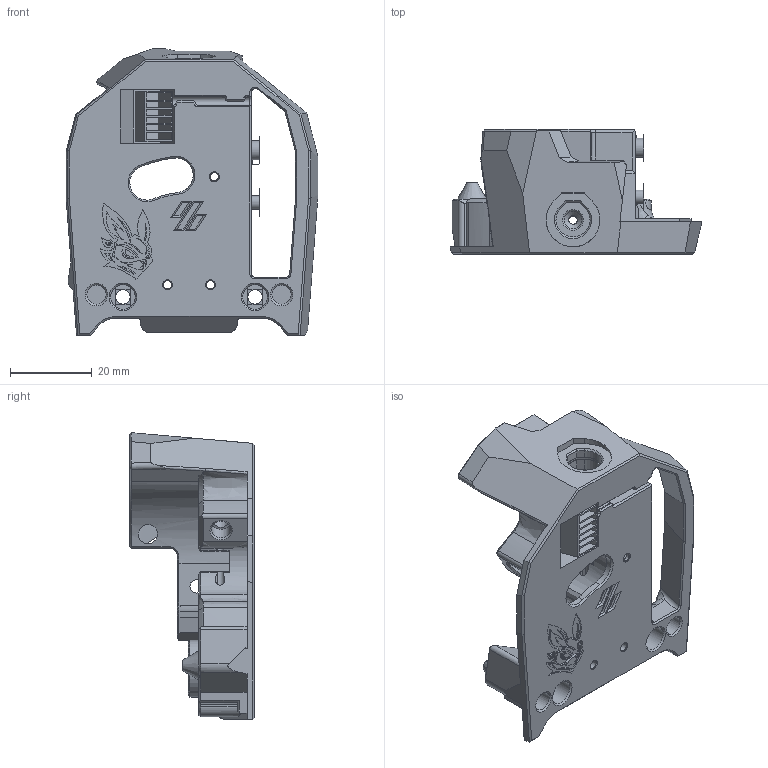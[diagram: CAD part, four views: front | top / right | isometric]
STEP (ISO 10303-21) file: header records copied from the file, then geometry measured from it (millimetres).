
FILE_DESCRIPTION(/* description */ (''),/* implementation_level */ '2;1');
FILE_NAME(/* name */ '',/* time_stamp */ '2025-06-23T10:36:22+03:00',/* author */ (''),/* organization */ (''),/* preprocessor_version */ 'ST-DEVELOPER v20.1',/* originating_system */ 'Autodesk Translation Framework v14.10.0.0',/* authorisation */ '');
FILE_SCHEMA (('AUTOMOTIVE_DESIGN { 1 0 10303 214 3 1 1 }'));
Products named in the file (1): front_body_ECAS_coupler_front_body_ECAS_coupler
Bounding box: 61.78 x 30.6 x 70.3 mm (x, y, z)
Volume: 32640.7 mm3; surface area: 17502.3 mm2
Topology: 2 solids, 2 shells, 2085 faces, 5951 edges, 3918 vertices
Faces by surface type: plane 1619, bspline 297, cylinder 96, cone 63, torus 5, sphere 5
Full cylindrical faces by diameter (mm): 1.8 x2, 2 x3, 2.9 x1, 3.3 x1, 3.5 x3, 3.6 x1, 4.3 x1, 4.7 x9, 5 x1, 6 x3, 14 x1
Entity records: 70432 total; most frequent: CARTESIAN_POINT 17824, ORIENTED_EDGE 11892, DIRECTION 9236, EDGE_CURVE 5946, LINE 4992, VECTOR 4992, VERTEX_POINT 3918, EDGE_LOOP 2174
